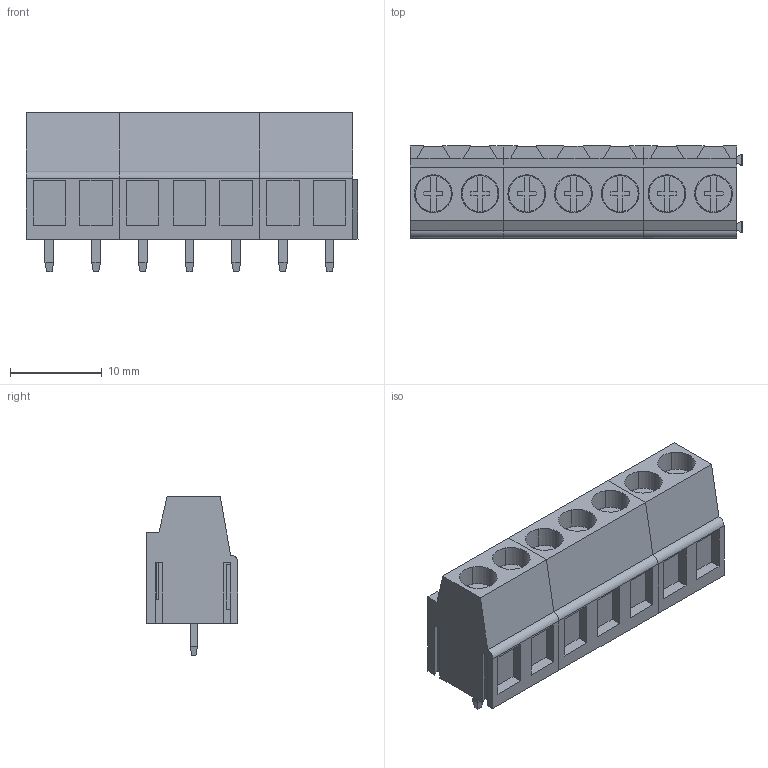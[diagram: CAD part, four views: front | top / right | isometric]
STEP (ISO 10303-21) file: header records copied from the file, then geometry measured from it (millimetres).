
FILE_DESCRIPTION(('CATIA V5 STEP Exchange','CAx-IF Rec.Pracs.--- Model Styling and Organization---1.2---2011-12-15'),'2;1');
FILE_NAME ('D1465127_0_9994160000_9994160000.stp','2018-03-30T14:32:05+00:00',('none'),('Weidmueller'),'CATIA Version 5-6 Release 2014','CATIA V5 STEP AP214','none');
FILE_SCHEMA(('AUTOMOTIVE_DESIGN { 1 0 10303 214 1 1 1 1 }'));
Length unit declared in the file: millimetre
Products named in the file (1): 9994160000
Bounding box: 36.11 x 10 x 17.3 mm (x, y, z)
Volume: 3428 mm3; surface area: 4280 mm2
Topology: 17 solids, 17 shells, 648 faces, 1730 edges, 1144 vertices
Faces by surface type: plane 547, cylinder 101
Entity records: 19969 total; most frequent: CARTESIAN_POINT 4016, ORIENTED_EDGE 3460, DIRECTION 2902, EDGE_CURVE 1730, VECTOR 1430, LINE 1430, VERTEX_POINT 1144, AXIS2_PLACEMENT_3D 824
